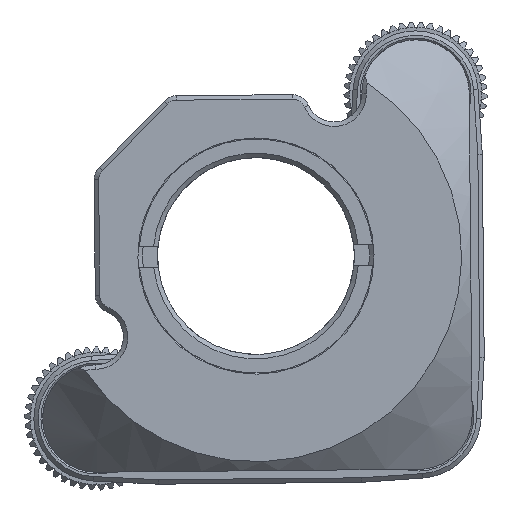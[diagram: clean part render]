
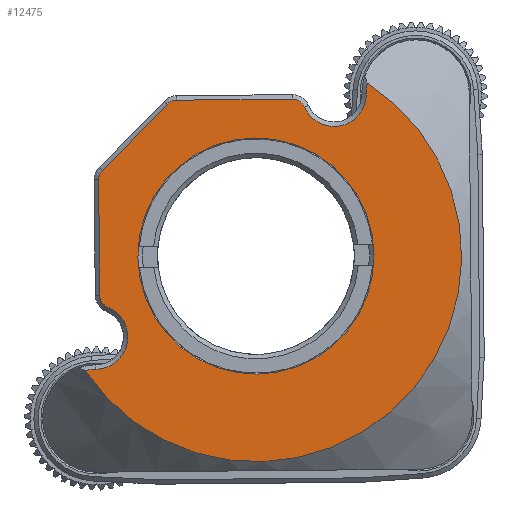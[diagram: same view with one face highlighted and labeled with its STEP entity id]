
A CAD part, left-side view. The second image highlights one B-rep face of the part: STEP entity #12475.
In plain terms, the highlighted planar face has unit normal (-1, 0, 0).
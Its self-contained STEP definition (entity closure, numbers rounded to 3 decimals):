
#56 = CARTESIAN_POINT ( 'NONE',  ( -19.153, 10.85, 23.147 ) ) ;
#295 = VERTEX_POINT ( 'NONE', #2562 ) ;
#686 = AXIS2_PLACEMENT_3D ( 'NONE', #32126, #15992, #7843 ) ;
#688 = LINE ( 'NONE', #14341, #20839 ) ;
#1369 = CARTESIAN_POINT ( 'NONE',  ( -19.153, 2.12, 25.331 ) ) ;
#1506 = DIRECTION ( 'NONE',  ( 0., -1., 0.009 ) ) ;
#1514 = CARTESIAN_POINT ( 'NONE',  ( -19.153, 10.159, 29.601 ) ) ;
#1532 = CARTESIAN_POINT ( 'NONE',  ( -19.153, -6.798, 34.413 ) ) ;
#2342 = CARTESIAN_POINT ( 'NONE',  ( -19.153, 11.079, 20.799 ) ) ;
#2511 = DIRECTION ( 'NONE',  ( 1., 0., 0. ) ) ;
#2562 = CARTESIAN_POINT ( 'NONE',  ( -19.153, 0.096, 34.1 ) ) ;
#2601 = VERTEX_POINT ( 'NONE', #56 ) ;
#2846 = CARTESIAN_POINT ( 'NONE',  ( -19.153, 11.199, 33.998 ) ) ;
#3071 = VERTEX_POINT ( 'NONE', #17770 ) ;
#3502 = DIRECTION ( 'NONE',  ( 0., 0.009, 1. ) ) ;
#3515 = ORIENTED_EDGE ( 'NONE', *, *, #14175, .F. ) ;
#4021 = EDGE_CURVE ( 'NONE', #2601, #20622, #688, .T. ) ;
#4355 = DIRECTION ( 'NONE',  ( 1., 0., 0. ) ) ;
#4583 = EDGE_CURVE ( 'NONE', #8758, #16293, #21328, .T. ) ;
#5050 = DIRECTION ( 'NONE',  ( 1., 0., 0. ) ) ;
#5059 = CARTESIAN_POINT ( 'NONE',  ( -19.153, -0.599, 33.65 ) ) ;
#6059 = VERTEX_POINT ( 'NONE', #10288 ) ;
#6147 = ORIENTED_EDGE ( 'NONE', *, *, #27954, .T. ) ;
#6232 = EDGE_LOOP ( 'NONE', ( #31529 ) ) ;
#6464 = ORIENTED_EDGE ( 'NONE', *, *, #25147, .T. ) ;
#7083 = EDGE_CURVE ( 'NONE', #11149, #8758, #14467, .T. ) ;
#7165 = CIRCLE ( 'NONE', #24134, 0.75 ) ;
#7238 = EDGE_CURVE ( 'NONE', #24883, #24883, #33434, .T. ) ;
#7521 = CARTESIAN_POINT ( 'NONE',  ( -19.153, 11.062, 18.999 ) ) ;
#7843 = DIRECTION ( 'NONE',  ( 0., -0.009, -1. ) ) ;
#8028 = ORIENTED_EDGE ( 'NONE', *, *, #25450, .T. ) ;
#8291 = CARTESIAN_POINT ( 'NONE',  ( -19.153, 7.071, 33.816 ) ) ;
#8758 = VERTEX_POINT ( 'NONE', #18889 ) ;
#8855 = CIRCLE ( 'NONE', #29231, 1.8 ) ;
#9906 = CIRCLE ( 'NONE', #32064, 0.75 ) ;
#9926 = VERTEX_POINT ( 'NONE', #8291 ) ;
#10288 = CARTESIAN_POINT ( 'NONE',  ( -19.153, 10.694, 30.126 ) ) ;
#10398 = CARTESIAN_POINT ( 'NONE',  ( -19.153, 6.536, 33.291 ) ) ;
#10584 = EDGE_CURVE ( 'NONE', #11149, #18766, #20799, .T. ) ;
#10703 = VERTEX_POINT ( 'NONE', #7521 ) ;
#10795 = CIRCLE ( 'NONE', #25511, 2.75 ) ;
#10871 = DIRECTION ( 'NONE',  ( 1., 0., 0. ) ) ;
#11011 = CARTESIAN_POINT ( 'NONE',  ( -19.153, 11.671, 18.925 ) ) ;
#11149 = VERTEX_POINT ( 'NONE', #13881 ) ;
#11261 = CARTESIAN_POINT ( 'NONE',  ( -19.153, -2.248, 34.371 ) ) ;
#11382 = ORIENTED_EDGE ( 'NONE', *, *, #16467, .T. ) ;
#11792 = DIRECTION ( 'NONE',  ( 0., 0.009, 1. ) ) ;
#11882 = CARTESIAN_POINT ( 'NONE',  ( -19.153, 10.1, 23.154 ) ) ;
#11891 = EDGE_CURVE ( 'NONE', #2601, #20286, #22665, .T. ) ;
#12027 = CIRCLE ( 'NONE', #686, 0.75 ) ;
#12475 = ADVANCED_FACE ( 'NONE', ( #26486, #12842 ), #15674, .T. ) ;
#12842 = FACE_OUTER_BOUND ( 'NONE', #22373, .T. ) ;
#12882 = AXIS2_PLACEMENT_3D ( 'NONE', #11261, #22075, #11792 ) ;
#13167 = DIRECTION ( 'NONE',  ( 0., 0.009, 1. ) ) ;
#13538 = CARTESIAN_POINT ( 'NONE',  ( -19.153, 2.18, 31.931 ) ) ;
#13881 = CARTESIAN_POINT ( 'NONE',  ( -19.153, -4.048, 34.387 ) ) ;
#14175 = EDGE_CURVE ( 'NONE', #16293, #10703, #10795, .T. ) ;
#14341 = CARTESIAN_POINT ( 'NONE',  ( -19.153, 10.829, 20.801 ) ) ;
#14467 = CIRCLE ( 'NONE', #28050, 2.75 ) ;
#14816 = DIRECTION ( 'NONE',  ( 0., -0.009, -1. ) ) ;
#15180 = DIRECTION ( 'NONE',  ( 0., 1., -0.009 ) ) ;
#15324 = CARTESIAN_POINT ( 'NONE',  ( -19.153, 10.909, 29.594 ) ) ;
#15367 = CARTESIAN_POINT ( 'NONE',  ( -19.153, 10.388, 22.461 ) ) ;
#15674 = PLANE ( 'NONE',  #17570 ) ;
#15776 = LINE ( 'NONE', #26585, #24666 ) ;
#15905 = DIRECTION ( 'NONE',  ( -1., 0., 0. ) ) ;
#15992 = DIRECTION ( 'NONE',  ( -1., 0., 0. ) ) ;
#16293 = VERTEX_POINT ( 'NONE', #11011 ) ;
#16403 = EDGE_CURVE ( 'NONE', #3071, #295, #26810, .T. ) ;
#16418 = AXIS2_PLACEMENT_3D ( 'NONE', #11882, #20388, #17378 ) ;
#16467 = EDGE_CURVE ( 'NONE', #18766, #295, #12027, .T. ) ;
#17378 = DIRECTION ( 'NONE',  ( 0., -0.009, -1. ) ) ;
#17570 = AXIS2_PLACEMENT_3D ( 'NONE', #26131, #20996, #1506 ) ;
#17770 = CARTESIAN_POINT ( 'NONE',  ( -19.153, 6.543, 34.041 ) ) ;
#18150 = AXIS2_PLACEMENT_3D ( 'NONE', #28996, #5050, #18540 ) ;
#18540 = DIRECTION ( 'NONE',  ( 0., 0.009, 1. ) ) ;
#18766 = VERTEX_POINT ( 'NONE', #5059 ) ;
#18889 = CARTESIAN_POINT ( 'NONE',  ( -19.153, -4.11, 34.997 ) ) ;
#20286 = VERTEX_POINT ( 'NONE', #15367 ) ;
#20388 = DIRECTION ( 'NONE',  ( -1., 0., 0. ) ) ;
#20622 = VERTEX_POINT ( 'NONE', #15324 ) ;
#20799 = CIRCLE ( 'NONE', #12882, 1.8 ) ;
#20839 = VECTOR ( 'NONE', #3502, 1000. ) ;
#20996 = DIRECTION ( 'NONE',  ( -1., 0., 0. ) ) ;
#21328 = CIRCLE ( 'NONE', #34348, 11.5 ) ;
#22075 = DIRECTION ( 'NONE',  ( 1., 0., 0. ) ) ;
#22373 = EDGE_LOOP ( 'NONE', ( #6147, #3515, #22942, #26502, #34438, #11382, #28862, #6464, #31260, #8028, #23119, #25771 ) ) ;
#22665 = CIRCLE ( 'NONE', #16418, 0.75 ) ;
#22942 = ORIENTED_EDGE ( 'NONE', *, *, #4583, .F. ) ;
#23119 = ORIENTED_EDGE ( 'NONE', *, *, #4021, .F. ) ;
#23921 = DIRECTION ( 'NONE',  ( 0., -0.701, 0.714 ) ) ;
#24134 = AXIS2_PLACEMENT_3D ( 'NONE', #10398, #15905, #27066 ) ;
#24489 = EDGE_CURVE ( 'NONE', #6059, #9926, #15776, .T. ) ;
#24666 = VECTOR ( 'NONE', #23921, 1000. ) ;
#24883 = VERTEX_POINT ( 'NONE', #13538 ) ;
#25147 = EDGE_CURVE ( 'NONE', #3071, #9926, #7165, .T. ) ;
#25450 = EDGE_CURVE ( 'NONE', #6059, #20622, #9906, .T. ) ;
#25511 = AXIS2_PLACEMENT_3D ( 'NONE', #29330, #10871, #27368 ) ;
#25771 = ORIENTED_EDGE ( 'NONE', *, *, #11891, .T. ) ;
#26131 = CARTESIAN_POINT ( 'NONE',  ( -19.153, 11.079, 20.799 ) ) ;
#26486 = FACE_BOUND ( 'NONE', #6232, .T. ) ;
#26502 = ORIENTED_EDGE ( 'NONE', *, *, #7083, .F. ) ;
#26585 = CARTESIAN_POINT ( 'NONE',  ( -19.153, 10.694, 30.126 ) ) ;
#26633 = DIRECTION ( 'NONE',  ( 0., -1., 0.009 ) ) ;
#26810 = LINE ( 'NONE', #2846, #31249 ) ;
#27066 = DIRECTION ( 'NONE',  ( 0., -0.009, -1. ) ) ;
#27368 = DIRECTION ( 'NONE',  ( 0., -0.009, -1. ) ) ;
#27954 = EDGE_CURVE ( 'NONE', #20286, #10703, #8855, .T. ) ;
#28050 = AXIS2_PLACEMENT_3D ( 'NONE', #1532, #4355, #15180 ) ;
#28147 = DIRECTION ( 'NONE',  ( 0., -0.009, -1. ) ) ;
#28292 = DIRECTION ( 'NONE',  ( -1., 0., 0. ) ) ;
#28862 = ORIENTED_EDGE ( 'NONE', *, *, #16403, .F. ) ;
#28996 = CARTESIAN_POINT ( 'NONE',  ( -19.153, 2.12, 25.331 ) ) ;
#29231 = AXIS2_PLACEMENT_3D ( 'NONE', #2342, #2511, #13167 ) ;
#29330 = CARTESIAN_POINT ( 'NONE',  ( -19.153, 11.037, 16.249 ) ) ;
#31154 = DIRECTION ( 'NONE',  ( 1., 0., 0. ) ) ;
#31249 = VECTOR ( 'NONE', #26633, 1000. ) ;
#31260 = ORIENTED_EDGE ( 'NONE', *, *, #24489, .F. ) ;
#31529 = ORIENTED_EDGE ( 'NONE', *, *, #7238, .T. ) ;
#32064 = AXIS2_PLACEMENT_3D ( 'NONE', #1514, #28292, #14816 ) ;
#32126 = CARTESIAN_POINT ( 'NONE',  ( -19.153, 0.089, 33.35 ) ) ;
#33434 = CIRCLE ( 'NONE', #18150, 6.6 ) ;
#34348 = AXIS2_PLACEMENT_3D ( 'NONE', #1369, #31154, #28147 ) ;
#34438 = ORIENTED_EDGE ( 'NONE', *, *, #10584, .T. ) ;
